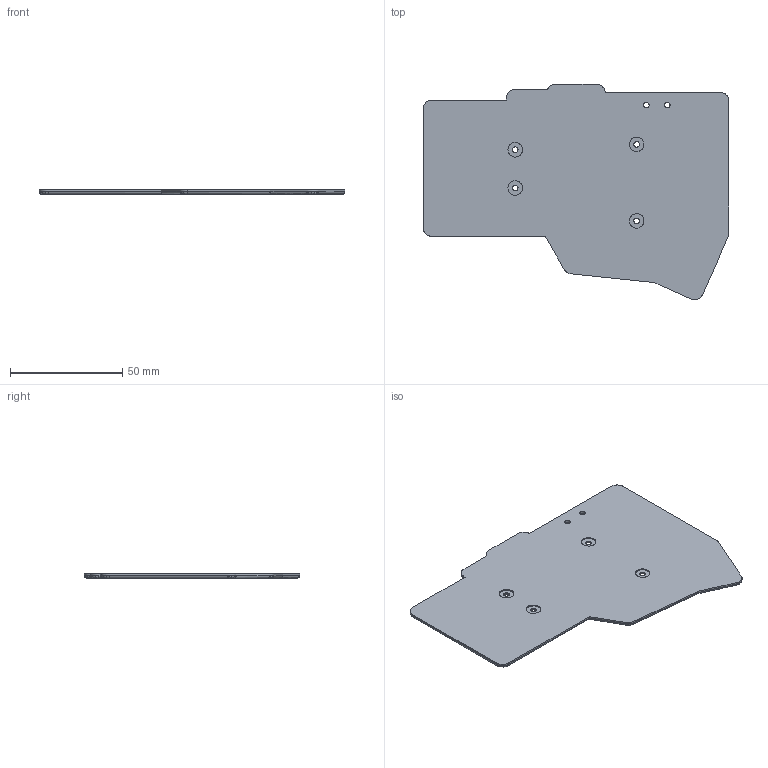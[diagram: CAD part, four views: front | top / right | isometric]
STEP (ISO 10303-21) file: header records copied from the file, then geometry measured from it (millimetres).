
FILE_DESCRIPTION(/* description */ (''),/* implementation_level */ '2;1');
FILE_NAME(/* name */ 'final_choccorneV4_bottom_left.step',/* time_stamp */ '2024-07-19T09:11:16-05:00',/* author */ (''),/* organization */ (''),/* preprocessor_version */ 'ST-DEVELOPER v20',/* originating_system */ 'Autodesk Translation Framework v13.14.0.145',/* authorisation */ '');
FILE_SCHEMA (('AUTOMOTIVE_DESIGN { 1 0 10303 214 3 1 1 }'));
Length unit declared in the file: millimetre
Products named in the file (1): choccorneV4 (v4~recovered)
Bounding box: 136.15 x 95.9 x 2 mm (x, y, z)
Volume: 19346.5 mm3; surface area: 21254.3 mm2
Topology: 1 solids, 1 shells, 229 faces, 544 edges, 327 vertices
Faces by surface type: bspline 193, plane 21, cylinder 15
Full cylindrical faces by diameter (mm): 10 x4, 42 x1, 57 x1
Entity records: 12600 total; most frequent: CARTESIAN_POINT 8458, ORIENTED_EDGE 1088, EDGE_CURVE 544, DIRECTION 360, VERTEX_POINT 327, B_SPLINE_CURVE_WITH_KNOTS 299, EDGE_LOOP 251, FACE_OUTER_BOUND 229
